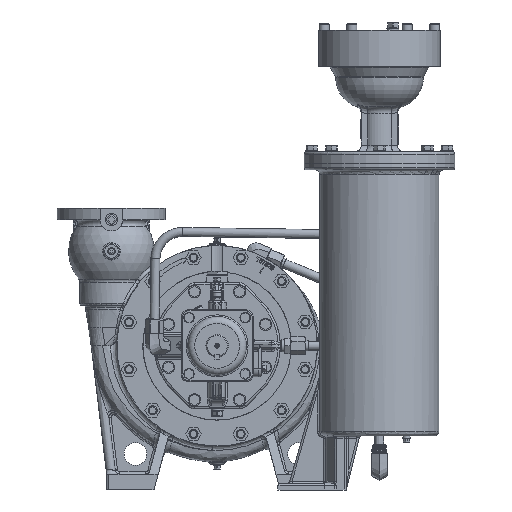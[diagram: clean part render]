
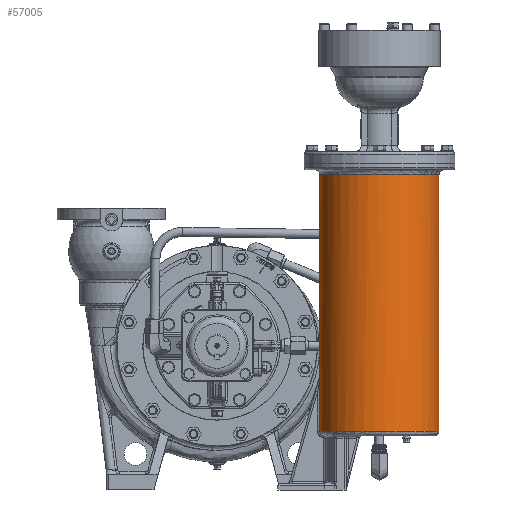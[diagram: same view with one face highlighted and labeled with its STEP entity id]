
A CAD part, front view. The second image highlights one B-rep face of the part: STEP entity #57005.
In plain terms, the highlighted cylindrical face has radius 84.138 mm (diameter 168.275 mm), a full revolution.
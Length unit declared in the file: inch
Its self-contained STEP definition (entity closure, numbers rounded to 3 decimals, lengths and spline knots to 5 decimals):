
#114=ELLIPSE('',#60531,12.04826,3.3125);
#1484=CYLINDRICAL_SURFACE('',#60539,3.3125);
#2616=B_SPLINE_CURVE_WITH_KNOTS('',3,(#98824,#98825,#98826,#98827),
 .UNSPECIFIED.,.F.,.F.,(4,4),(0.,0.00149),
 .UNSPECIFIED.);
#2617=B_SPLINE_CURVE_WITH_KNOTS('',3,(#98855,#98856,#98857,#98858,#98859),
 .UNSPECIFIED.,.F.,.F.,(4,1,4),(0.,0.00074,
0.00148),.UNSPECIFIED.);
#2618=B_SPLINE_CURVE_WITH_KNOTS('',3,(#98870,#98871,#98872,#98873,#98874,
#98875,#98876,#98877,#98878,#98879,#98880,#98881,#98882,#98883,#98884,#98885,
#98886,#98887,#98888,#98889,#98890,#98891,#98892,#98893,#98894,#98895,#98896,
#98897,#98898,#98899,#98900,#98901,#98902,#98903,#98904,#98905,#98906,#98907),
 .UNSPECIFIED.,.T.,.F.,(1,1,1,1,1,1,1,1,1,1,1,1,1,1,1,1,1,1,1,1,1,1,1,1,
1,1,1,1,1,1,1,1,1,1,1,1,1,1,1,1,1,1),(-0.01216,-0.0081,
-0.00405,0.,0.00405,0.0081,0.01216,
0.01621,0.01823,0.02026,0.02431,
0.02837,0.03242,0.03647,0.04052,
0.04457,0.04863,0.05268,0.05673,
0.06078,0.06281,0.06483,0.06889,
0.07294,0.07699,0.08104,0.0851,
0.08915,0.0932,0.09523,0.09725,
0.1013,0.10536,0.10941,0.11346,0.11751,
0.12156,0.12562,0.12967,0.13372,
0.13777,0.14183),.UNSPECIFIED.);
#4596=LINE('',#98800,#7001);
#4597=LINE('',#98863,#7002);
#7001=VECTOR('',#68974,39.37008);
#7002=VECTOR('',#68989,39.37008);
#15219=ORIENTED_EDGE('',*,*,#22699,.T.);
#15220=ORIENTED_EDGE('',*,*,#22698,.T.);
#15221=ORIENTED_EDGE('',*,*,#22697,.T.);
#15222=ORIENTED_EDGE('',*,*,#22695,.T.);
#15223=ORIENTED_EDGE('',*,*,#22693,.F.);
#15224=ORIENTED_EDGE('',*,*,#22691,.T.);
#15225=ORIENTED_EDGE('',*,*,#22689,.T.);
#15226=ORIENTED_EDGE('',*,*,#22700,.T.);
#22689=EDGE_CURVE('',#26969,#26965,#4596,.F.);
#22691=EDGE_CURVE('',#26970,#26969,#2616,.T.);
#22693=EDGE_CURVE('',#26970,#26971,#114,.F.);
#22695=EDGE_CURVE('',#26972,#26971,#2617,.F.);
#22697=EDGE_CURVE('',#26966,#26972,#4597,.T.);
#22698=EDGE_CURVE('',#26965,#26966,#29262,.F.);
#22699=EDGE_CURVE('',#26973,#26973,#29263,.T.);
#22700=EDGE_CURVE('',#26974,#26974,#2618,.T.);
#26965=VERTEX_POINT('',#98749);
#26966=VERTEX_POINT('',#98767);
#26969=VERTEX_POINT('',#98801);
#26970=VERTEX_POINT('',#98828);
#26971=VERTEX_POINT('',#98832);
#26972=VERTEX_POINT('',#98860);
#26973=VERTEX_POINT('',#98868);
#26974=VERTEX_POINT('',#98908);
#29262=CIRCLE('',#60536,3.3125);
#29263=CIRCLE('',#60538,3.3125);
#32016=EDGE_LOOP('',(#15219));
#32017=EDGE_LOOP('',(#15220,#15221,#15222,#15223,#15224,#15225));
#32018=EDGE_LOOP('',(#15226));
#35129=FACE_BOUND('',#32016,.T.);
#35130=FACE_BOUND('',#32017,.T.);
#35131=FACE_BOUND('',#32018,.T.);
#57005=ADVANCED_FACE('',(#35129,#35130,#35131),#1484,.T.);
#60531=AXIS2_PLACEMENT_3D('',#98831,#68981,#68982);
#60536=AXIS2_PLACEMENT_3D('',#98865,#68992,#68993);
#60538=AXIS2_PLACEMENT_3D('',#98867,#68996,#68997);
#60539=AXIS2_PLACEMENT_3D('',#98869,#68998,#68999);
#68974=DIRECTION('',(0.,0.,1.));
#68981=DIRECTION('',(-0.961,0.,0.275));
#68982=DIRECTION('',(0.275,0.,0.961));
#68989=DIRECTION('',(0.,0.,1.));
#68992=DIRECTION('',(0.,0.,-1.));
#68993=DIRECTION('',(-1.,0.,0.));
#68996=DIRECTION('',(0.,0.,-1.));
#68997=DIRECTION('',(-1.,0.,0.));
#68998=DIRECTION('',(0.,0.,1.));
#68999=DIRECTION('',(1.,0.,0.));
#98749=CARTESIAN_POINT('',(5.70122,-1.02444,-4.745));
#98767=CARTESIAN_POINT('',(5.70122,-0.42216,-4.745));
#98800=CARTESIAN_POINT('',(5.70122,-1.02444,12.74937));
#98801=CARTESIAN_POINT('',(5.70122,-1.02444,-1.68059));
#98824=CARTESIAN_POINT('',(5.69647,-0.96689,-1.67864));
#98825=CARTESIAN_POINT('',(5.69787,-0.98591,-1.67373));
#98826=CARTESIAN_POINT('',(5.6996,-1.00677,-1.67237));
#98827=CARTESIAN_POINT('',(5.70122,-1.02444,-1.68059));
#98828=CARTESIAN_POINT('',(5.69647,-0.96689,-1.67864));
#98831=CARTESIAN_POINT('',(9.,-0.7233,9.87395));
#98832=CARTESIAN_POINT('',(5.69647,-0.47971,-1.67864));
#98855=CARTESIAN_POINT('',(5.69647,-0.47971,-1.67864));
#98856=CARTESIAN_POINT('',(5.69717,-0.47017,-1.67618));
#98857=CARTESIAN_POINT('',(5.69865,-0.45113,-1.67325));
#98858=CARTESIAN_POINT('',(5.70041,-0.43095,-1.6765));
#98859=CARTESIAN_POINT('',(5.70122,-0.42216,-1.68059));
#98860=CARTESIAN_POINT('',(5.70122,-0.42216,-1.68059));
#98863=CARTESIAN_POINT('',(5.70122,-0.42216,12.74937));
#98865=CARTESIAN_POINT('',(9.,-0.7233,-4.745));
#98867=CARTESIAN_POINT('',(9.,-0.7233,9.505));
#98868=CARTESIAN_POINT('',(5.6875,-0.7233,9.505));
#98869=CARTESIAN_POINT('',(9.,-0.7233,12.74937));
#98870=CARTESIAN_POINT('',(10.06799,2.41363,6.92827));
#98871=CARTESIAN_POINT('',(9.91604,2.46137,6.9517));
#98872=CARTESIAN_POINT('',(9.76075,2.50199,6.94402));
#98873=CARTESIAN_POINT('',(9.60708,2.53426,6.90354));
#98874=CARTESIAN_POINT('',(9.46555,2.55726,6.83279));
#98875=CARTESIAN_POINT('',(9.35982,2.56998,6.74929));
#98876=CARTESIAN_POINT('',(9.28746,2.57684,6.67185));
#98877=CARTESIAN_POINT('',(9.22199,2.58201,6.58604));
#98878=CARTESIAN_POINT('',(9.15778,2.58564,6.46958));
#98879=CARTESIAN_POINT('',(9.10818,2.58749,6.31511));
#98880=CARTESIAN_POINT('',(9.08917,2.58799,6.1564));
#98881=CARTESIAN_POINT('',(9.10042,2.58771,5.99516));
#98882=CARTESIAN_POINT('',(9.14197,2.58631,5.83992));
#98883=CARTESIAN_POINT('',(9.21211,2.58276,5.6956));
#98884=CARTESIAN_POINT('',(9.30992,2.57527,5.56686));
#98885=CARTESIAN_POINT('',(9.42928,2.56215,5.46168));
#98886=CARTESIAN_POINT('',(9.56924,2.54104,5.3819));
#98887=CARTESIAN_POINT('',(9.69365,2.51652,5.3418));
#98888=CARTESIAN_POINT('',(9.79763,2.49206,5.32533));
#98889=CARTESIAN_POINT('',(9.90024,2.46531,5.31979));
#98890=CARTESIAN_POINT('',(10.02924,2.42658,5.33276));
#98891=CARTESIAN_POINT('',(10.17394,2.37541,5.37783));
#98892=CARTESIAN_POINT('',(10.30797,2.32106,5.4508));
#98893=CARTESIAN_POINT('',(10.4243,2.26814,5.54725));
#98894=CARTESIAN_POINT('',(10.52204,2.21935,5.66586));
#98895=CARTESIAN_POINT('',(10.59663,2.17929,5.80237));
#98896=CARTESIAN_POINT('',(10.63708,2.15643,5.92827));
#98897=CARTESIAN_POINT('',(10.65488,2.14621,6.03241));
#98898=CARTESIAN_POINT('',(10.66285,2.14158,6.14029));
#98899=CARTESIAN_POINT('',(10.65362,2.14697,6.27282));
#98900=CARTESIAN_POINT('',(10.61255,2.17042,6.42809));
#98901=CARTESIAN_POINT('',(10.54423,2.20769,6.56939));
#98902=CARTESIAN_POINT('',(10.45278,2.25436,6.69281));
#98903=CARTESIAN_POINT('',(10.33976,2.30713,6.7964));
#98904=CARTESIAN_POINT('',(10.21163,2.36082,6.87499));
#98905=CARTESIAN_POINT('',(10.06799,2.41363,6.92827));
#98906=CARTESIAN_POINT('',(9.91604,2.46137,6.9517));
#98907=CARTESIAN_POINT('',(9.76075,2.50199,6.94402));
#98908=CARTESIAN_POINT('',(9.91549,2.46018,6.94651));
